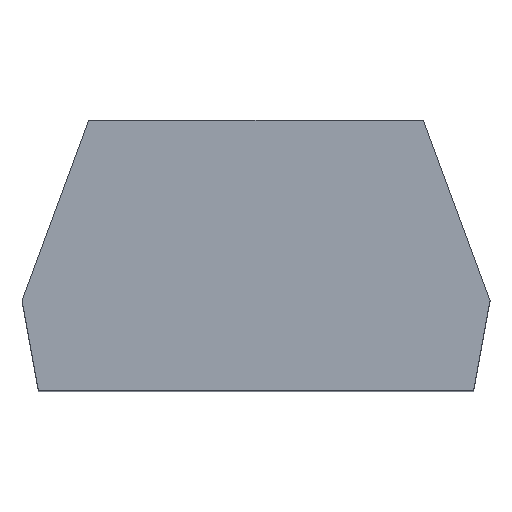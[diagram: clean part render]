
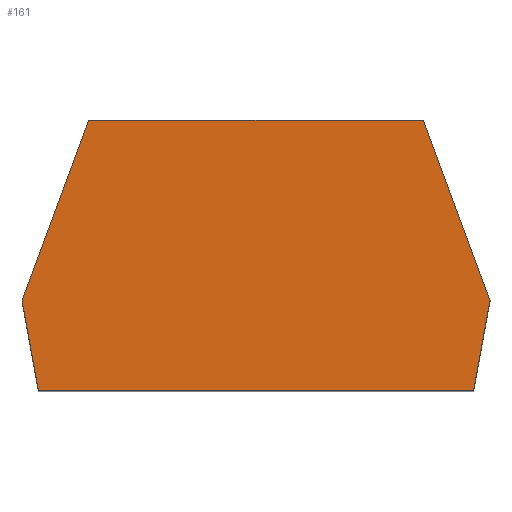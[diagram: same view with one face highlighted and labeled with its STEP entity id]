
A CAD part, top view. The second image highlights one B-rep face of the part: STEP entity #161.
In plain terms, the highlighted planar face has unit normal (0, 0, 1).
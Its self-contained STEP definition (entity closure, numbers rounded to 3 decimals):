
#13=DIRECTION('',(0.,0.,1.));
#24=VERTEX_POINT('',#25);
#25=CARTESIAN_POINT('',(-0.16,1.54,6.2));
#28=ORIENTED_EDGE('',*,*,#29,.T.);
#29=EDGE_CURVE('',#24,#30,#32,.T.);
#30=VERTEX_POINT('',#31);
#31=CARTESIAN_POINT('',(2.7,1.54,6.2));
#32=LINE('',#25,#33);
#33=VECTOR('',#34,1.);
#34=DIRECTION('',(1.,0.,0.));
#53=VERTEX_POINT('',#54);
#54=CARTESIAN_POINT('',(-0.73,0.,6.2));
#56=ORIENTED_EDGE('',*,*,#57,.T.);
#57=EDGE_CURVE('',#53,#24,#58,.T.);
#58=LINE('',#54,#59);
#59=VECTOR('',#60,1.);
#60=DIRECTION('',(0.347,0.938,0.));
#72=ORIENTED_EDGE('',*,*,#73,.T.);
#73=EDGE_CURVE('',#30,#74,#76,.T.);
#74=VERTEX_POINT('',#75);
#75=CARTESIAN_POINT('',(3.27,0.,6.2));
#76=LINE('',#31,#77);
#77=VECTOR('',#78,1.);
#78=DIRECTION('',(0.347,-0.938,0.));
#98=VECTOR('',#99,1.);
#99=DIRECTION('',(-0.179,0.984,0.));
#105=VECTOR('',#106,1.);
#106=DIRECTION('',(-1.,0.,0.));
#110=VECTOR('',#111,1.);
#111=DIRECTION('',(-0.179,-0.984,0.));
#161=ADVANCED_FACE('',(#162),#177,.T.);
#162=FACE_BOUND('',#163,.F.);
#163=EDGE_LOOP('',(#28,#72,#164,#169,#174,#56));
#164=ORIENTED_EDGE('',*,*,#165,.T.);
#165=EDGE_CURVE('',#74,#166,#168,.T.);
#166=VERTEX_POINT('',#167);
#167=CARTESIAN_POINT('',(3.13,-0.77,6.2));
#168=LINE('',#75,#110);
#169=ORIENTED_EDGE('',*,*,#170,.T.);
#170=EDGE_CURVE('',#166,#171,#173,.T.);
#171=VERTEX_POINT('',#172);
#172=CARTESIAN_POINT('',(-0.59,-0.77,6.2));
#173=LINE('',#167,#105);
#174=ORIENTED_EDGE('',*,*,#175,.T.);
#175=EDGE_CURVE('',#171,#53,#176,.T.);
#176=LINE('',#172,#98);
#177=PLANE('',#178);
#178=AXIS2_PLACEMENT_3D('',#25,#13,#34);
